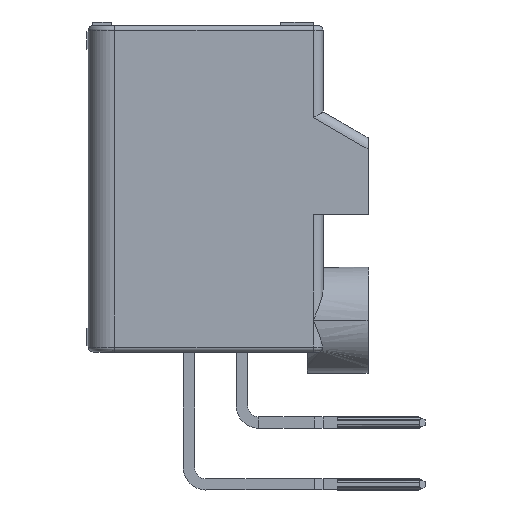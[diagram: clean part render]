
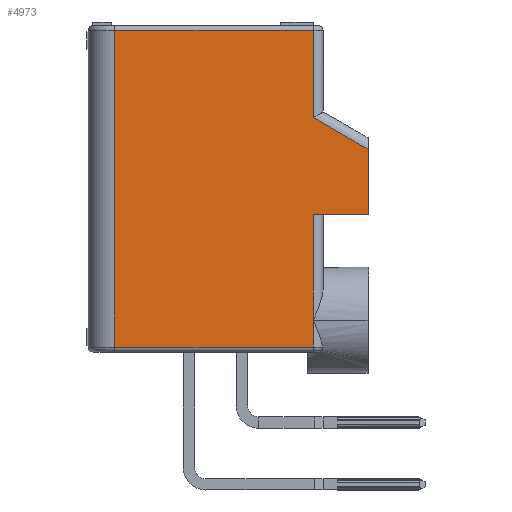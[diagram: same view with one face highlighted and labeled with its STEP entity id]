
A CAD part, left-side view. The second image highlights one B-rep face of the part: STEP entity #4973.
In plain terms, the highlighted planar face has unit normal (-1, 0, 0).
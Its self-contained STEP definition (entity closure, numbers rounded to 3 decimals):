
#55=CARTESIAN_POINT('',(-13.95,-6.1,-7.45));
#56=VERTEX_POINT('',#55);
#2925=CARTESIAN_POINT('',(-13.95,-6.1,-8.97));
#2926=VERTEX_POINT('',#2925);
#2967=CARTESIAN_POINT('',(-13.95,5.15,-8.97));
#2968=VERTEX_POINT('',#2967);
#2969=CARTESIAN_POINT('',(-13.95,-6.1,-8.97));
#2970=CARTESIAN_POINT('',(-13.95,-3.85,-8.97));
#2971=CARTESIAN_POINT('',(-13.95,-1.6,-8.97));
#2972=CARTESIAN_POINT('',(-13.95,0.65,-8.97));
#2973=CARTESIAN_POINT('',(-13.95,2.9,-8.97));
#2974=CARTESIAN_POINT('',(-13.95,5.15,-8.97));
#2975=B_SPLINE_CURVE_WITH_KNOTS('',5,(#2969,#2970,#2971,#2972,#2973,#2974),.UNSPECIFIED.,.F.,.U.,(6,6),(0.,11.25),.UNSPECIFIED.);
#2976=EDGE_CURVE('',#2926,#2968,#2975,.T.);
#4394=CARTESIAN_POINT('',(-13.95,-9.2,-1.45));
#4395=VERTEX_POINT('',#4394);
#4405=CARTESIAN_POINT('',(-13.95,-6.1,-1.45));
#4406=VERTEX_POINT('',#4405);
#4407=CARTESIAN_POINT('',(-13.95,-9.2,-1.45));
#4408=CARTESIAN_POINT('',(-13.95,-8.58,-1.45));
#4409=CARTESIAN_POINT('',(-13.95,-7.96,-1.45));
#4410=CARTESIAN_POINT('',(-13.95,-7.34,-1.45));
#4411=CARTESIAN_POINT('',(-13.95,-6.72,-1.45));
#4412=CARTESIAN_POINT('',(-13.95,-6.1,-1.45));
#4413=B_SPLINE_CURVE_WITH_KNOTS('',5,(#4407,#4408,#4409,#4410,#4411,#4412),.UNSPECIFIED.,.F.,.U.,(6,6),(0.,3.1),.UNSPECIFIED.);
#4414=EDGE_CURVE('',#4395,#4406,#4413,.T.);
#4476=CARTESIAN_POINT('',(-13.95,-6.1,-1.45));
#4477=CARTESIAN_POINT('',(-13.95,-6.1,-2.65));
#4478=CARTESIAN_POINT('',(-13.95,-6.1,-3.85));
#4479=CARTESIAN_POINT('',(-13.95,-6.1,-5.05));
#4480=CARTESIAN_POINT('',(-13.95,-6.1,-6.25));
#4481=CARTESIAN_POINT('',(-13.95,-6.1,-7.45));
#4482=B_SPLINE_CURVE_WITH_KNOTS('',5,(#4476,#4477,#4478,#4479,#4480,#4481),.UNSPECIFIED.,.F.,.U.,(6,6),(0.,6.),.UNSPECIFIED.);
#4483=EDGE_CURVE('',#4406,#56,#4482,.T.);
#4706=CARTESIAN_POINT('',(-13.95,-6.1,-7.45));
#4707=CARTESIAN_POINT('',(-13.95,-6.1,-7.754));
#4708=CARTESIAN_POINT('',(-13.95,-6.1,-8.058));
#4709=CARTESIAN_POINT('',(-13.95,-6.1,-8.362));
#4710=CARTESIAN_POINT('',(-13.95,-6.1,-8.666));
#4711=CARTESIAN_POINT('',(-13.95,-6.1,-8.97));
#4712=B_SPLINE_CURVE_WITH_KNOTS('',5,(#4706,#4707,#4708,#4709,#4710,#4711),.UNSPECIFIED.,.F.,.U.,(6,6),(0.,1.52),.UNSPECIFIED.);
#4713=EDGE_CURVE('',#56,#2926,#4712,.T.);
#4909=CARTESIAN_POINT('',(-13.95,-2.025,0.));
#4910=DIRECTION('',(0.,-1.,0.));
#4911=DIRECTION('',(-1.,0.,0.));
#4912=AXIS2_PLACEMENT_3D('',#4909,#4911,#4910);
#4913=PLANE('',#4912);
#4914=CARTESIAN_POINT('',(-13.95,-9.2,2.244));
#4915=VERTEX_POINT('',#4914);
#4916=CARTESIAN_POINT('',(-13.95,-6.1,4.032));
#4917=VERTEX_POINT('',#4916);
#4918=CARTESIAN_POINT('',(-13.95,-9.2,2.244));
#4919=CARTESIAN_POINT('',(-13.95,-8.58,2.602));
#4920=CARTESIAN_POINT('',(-13.95,-7.96,2.959));
#4921=CARTESIAN_POINT('',(-13.95,-7.34,3.317));
#4922=CARTESIAN_POINT('',(-13.95,-6.72,3.675));
#4923=CARTESIAN_POINT('',(-13.95,-6.1,4.032));
#4924=B_SPLINE_CURVE_WITH_KNOTS('',5,(#4918,#4919,#4920,#4921,#4922,#4923),.UNSPECIFIED.,.F.,.U.,(6,6),(0.,3.579),.UNSPECIFIED.);
#4925=EDGE_CURVE('',#4915,#4917,#4924,.T.);
#4926=ORIENTED_EDGE('',*,*,#4925,.T.);
#4927=CARTESIAN_POINT('',(-13.95,-6.1,8.97));
#4928=VERTEX_POINT('',#4927);
#4929=CARTESIAN_POINT('',(-13.95,-6.1,4.032));
#4930=CARTESIAN_POINT('',(-13.95,-6.1,5.02));
#4931=CARTESIAN_POINT('',(-13.95,-6.1,6.007));
#4932=CARTESIAN_POINT('',(-13.95,-6.1,6.995));
#4933=CARTESIAN_POINT('',(-13.95,-6.1,7.982));
#4934=CARTESIAN_POINT('',(-13.95,-6.1,8.97));
#4935=B_SPLINE_CURVE_WITH_KNOTS('',5,(#4929,#4930,#4931,#4932,#4933,#4934),.UNSPECIFIED.,.F.,.U.,(6,6),(0.,4.938),.UNSPECIFIED.);
#4936=EDGE_CURVE('',#4917,#4928,#4935,.T.);
#4937=ORIENTED_EDGE('',*,*,#4936,.T.);
#4938=CARTESIAN_POINT('',(-13.95,5.15,8.97));
#4939=VERTEX_POINT('',#4938);
#4940=CARTESIAN_POINT('',(-13.95,-6.1,8.97));
#4941=CARTESIAN_POINT('',(-13.95,-3.85,8.97));
#4942=CARTESIAN_POINT('',(-13.95,-1.6,8.97));
#4943=CARTESIAN_POINT('',(-13.95,0.65,8.97));
#4944=CARTESIAN_POINT('',(-13.95,2.9,8.97));
#4945=CARTESIAN_POINT('',(-13.95,5.15,8.97));
#4946=B_SPLINE_CURVE_WITH_KNOTS('',5,(#4940,#4941,#4942,#4943,#4944,#4945),.UNSPECIFIED.,.F.,.U.,(6,6),(0.,11.25),.UNSPECIFIED.);
#4947=EDGE_CURVE('',#4928,#4939,#4946,.T.);
#4948=ORIENTED_EDGE('',*,*,#4947,.T.);
#4949=CARTESIAN_POINT('',(-13.95,5.15,8.97));
#4950=CARTESIAN_POINT('',(-13.95,5.15,5.382));
#4951=CARTESIAN_POINT('',(-13.95,5.15,1.794));
#4952=CARTESIAN_POINT('',(-13.95,5.15,-1.794));
#4953=CARTESIAN_POINT('',(-13.95,5.15,-5.382));
#4954=CARTESIAN_POINT('',(-13.95,5.15,-8.97));
#4955=B_SPLINE_CURVE_WITH_KNOTS('',5,(#4949,#4950,#4951,#4952,#4953,#4954),.UNSPECIFIED.,.F.,.U.,(6,6),(0.,17.94),.UNSPECIFIED.);
#4956=EDGE_CURVE('',#4939,#2968,#4955,.T.);
#4957=ORIENTED_EDGE('',*,*,#4956,.T.);
#4958=ORIENTED_EDGE('',*,*,#2976,.F.);
#4959=ORIENTED_EDGE('',*,*,#4713,.F.);
#4960=ORIENTED_EDGE('',*,*,#4483,.F.);
#4961=ORIENTED_EDGE('',*,*,#4414,.F.);
#4962=CARTESIAN_POINT('',(-13.95,-9.2,-1.45));
#4963=CARTESIAN_POINT('',(-13.95,-9.2,-0.711));
#4964=CARTESIAN_POINT('',(-13.95,-9.2,0.028));
#4965=CARTESIAN_POINT('',(-13.95,-9.2,0.766));
#4966=CARTESIAN_POINT('',(-13.95,-9.2,1.505));
#4967=CARTESIAN_POINT('',(-13.95,-9.2,2.244));
#4968=B_SPLINE_CURVE_WITH_KNOTS('',5,(#4962,#4963,#4964,#4965,#4966,#4967),.UNSPECIFIED.,.F.,.U.,(6,6),(0.,3.694),.UNSPECIFIED.);
#4969=EDGE_CURVE('',#4395,#4915,#4968,.T.);
#4970=ORIENTED_EDGE('',*,*,#4969,.T.);
#4971=EDGE_LOOP('',(#4926,#4937,#4948,#4957,#4958,#4959,#4960,#4961,#4970));
#4972=FACE_OUTER_BOUND('',#4971,.T.);
#4973=ADVANCED_FACE('',(#4972),#4913,.T.);
